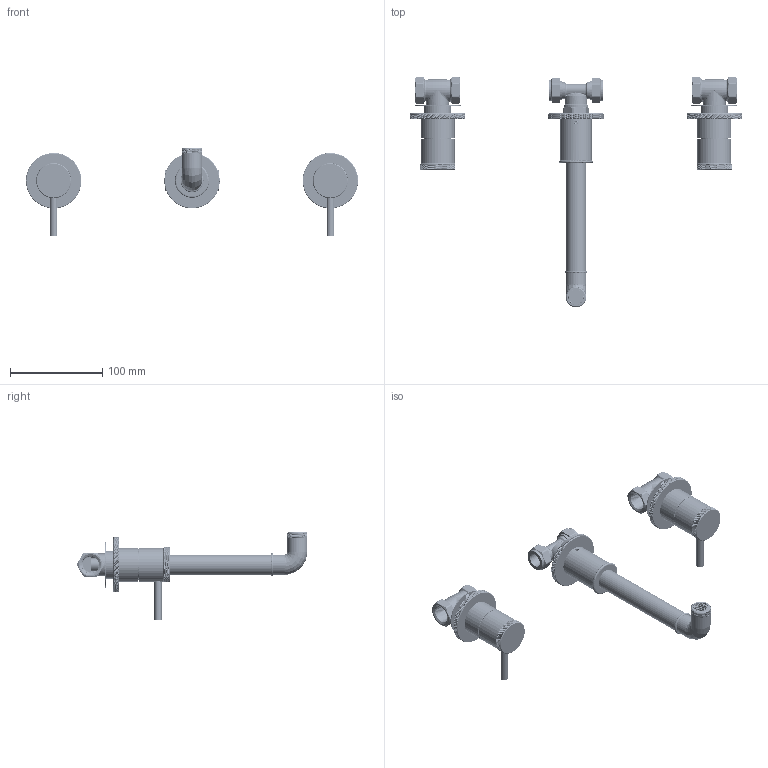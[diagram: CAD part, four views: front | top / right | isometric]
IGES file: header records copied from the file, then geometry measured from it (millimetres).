
Global section: file name: AGM76.A004 - PRI130 - 3 Hole Wall Mounted Basin; native system: Autodesk Inventor 2016; preprocessor: unknown; author: Utilizador; date: 20190508.151643; units: millimetre
Bounding box: 360 x 250.46 x 95.5 mm (x, y, z)
Volume: 245421.3 mm3; surface area: 184344.7 mm2
Topology: 53 solids, 53 shells, 18369 faces, 40806 edges, 22762 vertices
Faces by surface type: bspline 12973, cylinder 3194, plane 1712, revolution 370, cone 116, sphere 4
Full cylindrical faces by diameter (mm): 5 x3, 6 x2, 6.5 x2, 7 x2, 8 x2, 9 x2, 10 x2, 10.5 x2, 12 x2, 12.8 x2, 13.6 x1, 14 x2, 14.9 x2, 15.4 x2, 16 x5, 16.1 x1, 16.4 x1, 16.5 x2, 17.3 x2, 17.9 x4, 18.5 x3, 18.788 x2, 19 x1, 19.99 x1, 20 x4, 20.8 x4, 20.95 x1, 20.955 x4, 21 x2, 22 x5
